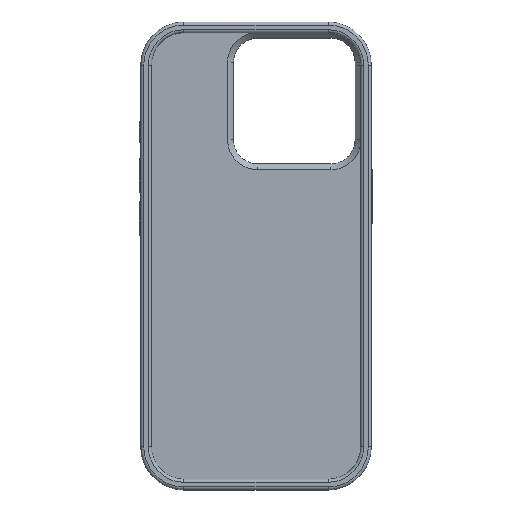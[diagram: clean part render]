
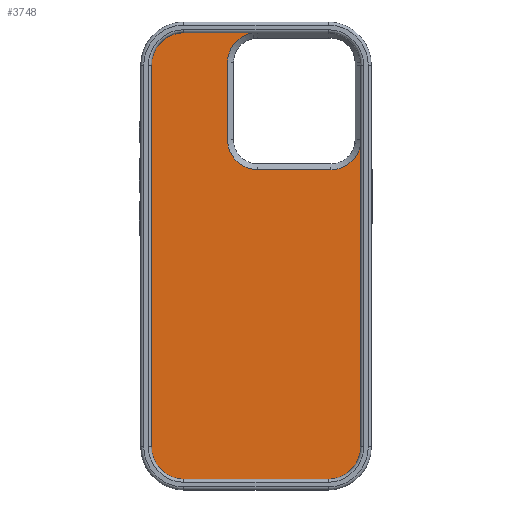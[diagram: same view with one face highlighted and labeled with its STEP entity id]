
A CAD part, front view. The second image highlights one B-rep face of the part: STEP entity #3748.
In plain terms, the highlighted planar face has unit normal (0, -1, 0).
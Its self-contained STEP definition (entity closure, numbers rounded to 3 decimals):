
#291=CIRCLE('',#4153,9.85);
#292=CIRCLE('',#4156,9.85);
#293=CIRCLE('',#4159,9.85);
#299=CIRCLE('',#4172,10.7);
#300=CIRCLE('',#4173,10.7);
#301=CIRCLE('',#4174,10.7);
#648=FACE_OUTER_BOUND('',#890,.T.);
#890=EDGE_LOOP('',(#3191,#3192,#3193,#3194,#3195,#3196,#3197,#3198,#3199,
#3200,#3201,#3202));
#1175=LINE('',#6446,#1453);
#1178=LINE('',#6455,#1456);
#1189=LINE('',#6657,#1467);
#1191=LINE('',#6664,#1469);
#1192=LINE('',#6668,#1470);
#1193=LINE('',#6672,#1471);
#1453=VECTOR('',#5189,10.);
#1456=VECTOR('',#5198,10.);
#1467=VECTOR('',#5229,10.);
#1469=VECTOR('',#5239,10.);
#1470=VECTOR('',#5242,10.);
#1471=VECTOR('',#5245,10.);
#1769=VERTEX_POINT('',#6438);
#1770=VERTEX_POINT('',#6440);
#1771=VERTEX_POINT('',#6444);
#1772=VERTEX_POINT('',#6448);
#1774=VERTEX_POINT('',#6453);
#1776=VERTEX_POINT('',#6459);
#1787=VERTEX_POINT('',#6656);
#1788=VERTEX_POINT('',#6663);
#1789=VERTEX_POINT('',#6665);
#1790=VERTEX_POINT('',#6667);
#1791=VERTEX_POINT('',#6669);
#1792=VERTEX_POINT('',#6671);
#2245=EDGE_CURVE('',#1770,#1769,#291,.T.);
#2247=EDGE_CURVE('',#1771,#1770,#1175,.T.);
#2249=EDGE_CURVE('',#1772,#1771,#292,.T.);
#2251=EDGE_CURVE('',#1774,#1772,#1178,.T.);
#2254=EDGE_CURVE('',#1776,#1774,#293,.T.);
#2278=EDGE_CURVE('',#1787,#1769,#1189,.T.);
#2281=EDGE_CURVE('',#1776,#1788,#1191,.T.);
#2282=EDGE_CURVE('',#1788,#1789,#299,.T.);
#2283=EDGE_CURVE('',#1789,#1790,#1192,.T.);
#2284=EDGE_CURVE('',#1790,#1791,#300,.T.);
#2285=EDGE_CURVE('',#1791,#1792,#1193,.T.);
#2286=EDGE_CURVE('',#1787,#1792,#301,.T.);
#3191=ORIENTED_EDGE('',*,*,#2254,.F.);
#3192=ORIENTED_EDGE('',*,*,#2281,.T.);
#3193=ORIENTED_EDGE('',*,*,#2282,.T.);
#3194=ORIENTED_EDGE('',*,*,#2283,.T.);
#3195=ORIENTED_EDGE('',*,*,#2284,.T.);
#3196=ORIENTED_EDGE('',*,*,#2285,.T.);
#3197=ORIENTED_EDGE('',*,*,#2286,.F.);
#3198=ORIENTED_EDGE('',*,*,#2278,.T.);
#3199=ORIENTED_EDGE('',*,*,#2245,.F.);
#3200=ORIENTED_EDGE('',*,*,#2247,.F.);
#3201=ORIENTED_EDGE('',*,*,#2249,.F.);
#3202=ORIENTED_EDGE('',*,*,#2251,.F.);
#3563=PLANE('',#4171);
#3748=ADVANCED_FACE('',(#648),#3563,.F.);
#4153=AXIS2_PLACEMENT_3D('',#6442,#5184,#5185);
#4156=AXIS2_PLACEMENT_3D('',#6450,#5193,#5194);
#4159=AXIS2_PLACEMENT_3D('',#6461,#5203,#5204);
#4171=AXIS2_PLACEMENT_3D('',#6662,#5237,#5238);
#4172=AXIS2_PLACEMENT_3D('',#6666,#5240,#5241);
#4173=AXIS2_PLACEMENT_3D('',#6670,#5243,#5244);
#4174=AXIS2_PLACEMENT_3D('',#6673,#5246,#5247);
#5184=DIRECTION('center_axis',(0.,-1.,0.));
#5185=DIRECTION('ref_axis',(1.,0.,0.));
#5189=DIRECTION('',(1.,0.,0.));
#5193=DIRECTION('center_axis',(0.,-1.,0.));
#5194=DIRECTION('ref_axis',(0.,0.,-1.));
#5198=DIRECTION('',(0.,0.,-1.));
#5203=DIRECTION('center_axis',(0.,-1.,0.));
#5204=DIRECTION('ref_axis',(-1.,0.,0.));
#5229=DIRECTION('',(0.,0.,1.));
#5237=DIRECTION('center_axis',(0.,1.,0.));
#5238=DIRECTION('ref_axis',(-1.,0.,0.));
#5239=DIRECTION('',(-1.,0.,0.));
#5240=DIRECTION('center_axis',(0.,-1.,0.));
#5241=DIRECTION('ref_axis',(0.,0.,1.));
#5242=DIRECTION('',(0.,0.,-1.));
#5243=DIRECTION('center_axis',(0.,-1.,0.));
#5244=DIRECTION('ref_axis',(-1.,0.,0.));
#5245=DIRECTION('',(1.,0.,0.));
#5246=DIRECTION('center_axis',(0.,1.,0.));
#5247=DIRECTION('ref_axis',(1.,0.,0.));
#6438=CARTESIAN_POINT('',(34.425,4.375,99.602));
#6440=CARTESIAN_POINT('',(24.685,4.375,91.22));
#6442=CARTESIAN_POINT('Origin',(24.685,4.375,101.07));
#6444=CARTESIAN_POINT('',(0.505,4.375,91.22));
#6446=CARTESIAN_POINT('',(12.343,4.375,91.22));
#6448=CARTESIAN_POINT('',(-9.345,4.375,101.07));
#6450=CARTESIAN_POINT('Origin',(0.505,4.375,101.07));
#6453=CARTESIAN_POINT('',(-9.345,4.375,126.57));
#6455=CARTESIAN_POINT('',(-9.345,4.375,81.938));
#6459=CARTESIAN_POINT('',(-0.963,4.375,136.31));
#6461=CARTESIAN_POINT('Origin',(0.505,4.375,126.57));
#6656=CARTESIAN_POINT('',(34.425,4.375,0.));
#6657=CARTESIAN_POINT('',(34.425,4.375,0.));
#6662=CARTESIAN_POINT('Origin',(0.,4.375,62.805));
#6663=CARTESIAN_POINT('',(-23.725,4.375,136.31));
#6664=CARTESIAN_POINT('',(23.725,4.375,136.31));
#6665=CARTESIAN_POINT('',(-34.425,4.375,125.61));
#6666=CARTESIAN_POINT('Origin',(-23.725,4.375,125.61));
#6667=CARTESIAN_POINT('',(-34.425,4.375,0.));
#6668=CARTESIAN_POINT('',(-34.425,4.375,125.61));
#6669=CARTESIAN_POINT('',(-23.725,4.375,-10.7));
#6670=CARTESIAN_POINT('Origin',(-23.725,4.375,0.));
#6671=CARTESIAN_POINT('',(23.725,4.375,-10.7));
#6672=CARTESIAN_POINT('',(-23.725,4.375,-10.7));
#6673=CARTESIAN_POINT('Origin',(23.725,4.375,0.));
